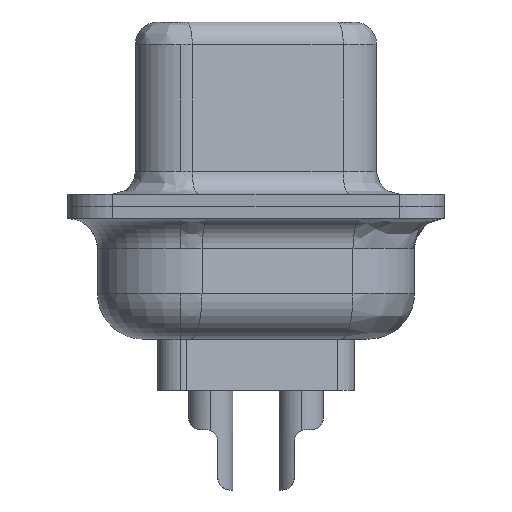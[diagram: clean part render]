
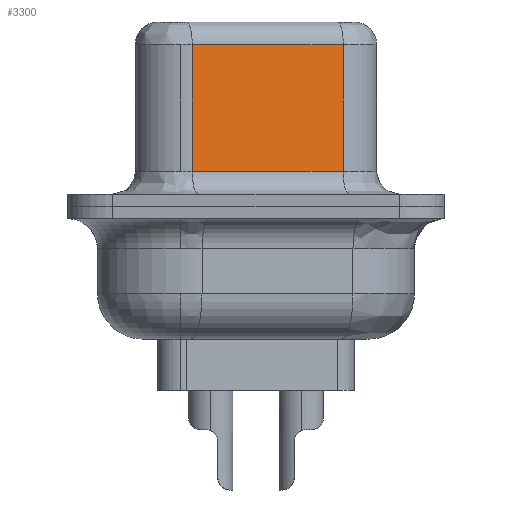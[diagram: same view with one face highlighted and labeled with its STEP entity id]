
A CAD part, left-side view. The second image highlights one B-rep face of the part: STEP entity #3300.
In plain terms, the highlighted planar face has unit normal (-0.966, -0.259, 0).
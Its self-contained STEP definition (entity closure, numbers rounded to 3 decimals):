
#644 = DIRECTION ( 'NONE',  ( -0.259, 0.966, 0. ) ) ;
#731 = PLANE ( 'NONE',  #6044 ) ;
#777 = ORIENTED_EDGE ( 'NONE', *, *, #5298, .F. ) ;
#827 = VERTEX_POINT ( 'NONE', #2207 ) ;
#903 = CARTESIAN_POINT ( 'NONE',  ( -6.806, -2.888, 1.15 ) ) ;
#1025 = VERTEX_POINT ( 'NONE', #3178 ) ;
#1069 = EDGE_CURVE ( 'NONE', #827, #2008, #1753, .T. ) ;
#1153 = LINE ( 'NONE', #4974, #4592 ) ;
#1272 = ORIENTED_EDGE ( 'NONE', *, *, #1069, .T. ) ;
#1433 = DIRECTION ( 'NONE',  ( 0.966, 0.259, 0. ) ) ;
#1592 = VECTOR ( 'NONE', #5100, 1000. ) ;
#1753 = LINE ( 'NONE', #5068, #1592 ) ;
#1911 = FACE_OUTER_BOUND ( 'NONE', #4772, .T. ) ;
#1970 = EDGE_CURVE ( 'NONE', #827, #5359, #4380, .T. ) ;
#2008 = VERTEX_POINT ( 'NONE', #3204 ) ;
#2023 = CARTESIAN_POINT ( 'NONE',  ( -7.476, -0.388, 1.15 ) ) ;
#2207 = CARTESIAN_POINT ( 'NONE',  ( -8.146, 2.112, 5.35 ) ) ;
#2528 = DIRECTION ( 'NONE',  ( -0.259, 0.966, 0. ) ) ;
#3052 = VECTOR ( 'NONE', #3955, 1000. ) ;
#3178 = CARTESIAN_POINT ( 'NONE',  ( -6.806, -2.888, 1.15 ) ) ;
#3204 = CARTESIAN_POINT ( 'NONE',  ( -8.146, 2.112, 1.15 ) ) ;
#3300 = ADVANCED_FACE ( 'NONE', ( #1911 ), #731, .F. ) ;
#3752 = CARTESIAN_POINT ( 'NONE',  ( -7.476, -0.388, 5.35 ) ) ;
#3884 = ORIENTED_EDGE ( 'NONE', *, *, #1970, .F. ) ;
#3888 = ORIENTED_EDGE ( 'NONE', *, *, #5222, .F. ) ;
#3955 = DIRECTION ( 'NONE',  ( 0.259, -0.966, 0. ) ) ;
#4380 = LINE ( 'NONE', #3752, #3052 ) ;
#4503 = CARTESIAN_POINT ( 'NONE',  ( -6.806, -2.888, 5.35 ) ) ;
#4592 = VECTOR ( 'NONE', #5440, 1000. ) ;
#4772 = EDGE_LOOP ( 'NONE', ( #777, #3884, #1272, #3888 ) ) ;
#4910 = VECTOR ( 'NONE', #2528, 1000. ) ;
#4974 = CARTESIAN_POINT ( 'NONE',  ( -6.806, -2.888, 3.25 ) ) ;
#5068 = CARTESIAN_POINT ( 'NONE',  ( -8.146, 2.112, 3.25 ) ) ;
#5100 = DIRECTION ( 'NONE',  ( 0., 0., -1. ) ) ;
#5222 = EDGE_CURVE ( 'NONE', #1025, #2008, #6150, .T. ) ;
#5298 = EDGE_CURVE ( 'NONE', #5359, #1025, #1153, .T. ) ;
#5359 = VERTEX_POINT ( 'NONE', #4503 ) ;
#5440 = DIRECTION ( 'NONE',  ( 0., 0., -1. ) ) ;
#6044 = AXIS2_PLACEMENT_3D ( 'NONE', #903, #1433, #644 ) ;
#6150 = LINE ( 'NONE', #2023, #4910 ) ;
